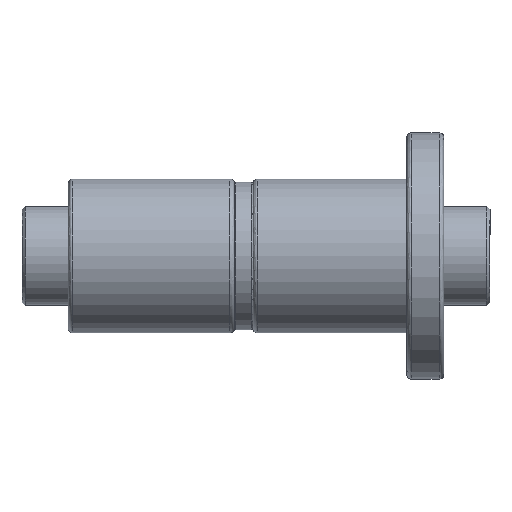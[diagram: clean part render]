
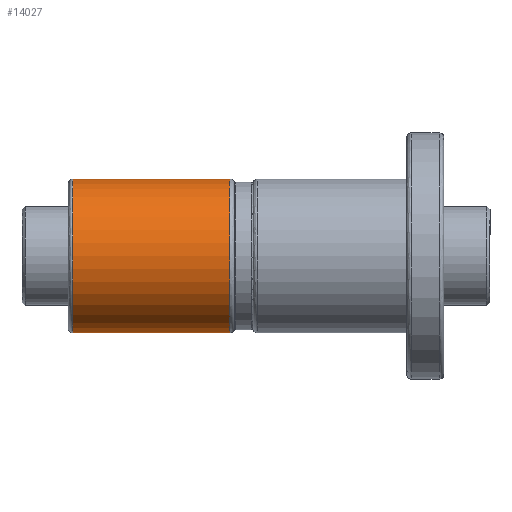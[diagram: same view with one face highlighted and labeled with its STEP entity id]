
A CAD part, top view. The second image highlights one B-rep face of the part: STEP entity #14027.
In plain terms, the highlighted cylindrical face has radius 25 mm (diameter 50 mm), a partial arc.
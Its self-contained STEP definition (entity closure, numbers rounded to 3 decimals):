
#178 = VERTEX_POINT ( 'NONE', #10564 ) ;
#767 = VECTOR ( 'NONE', #3659, 1000. ) ;
#1841 = DIRECTION ( 'NONE',  ( 0., 1., 0. ) ) ;
#2746 = VERTEX_POINT ( 'NONE', #17540 ) ;
#2963 = ORIENTED_EDGE ( 'NONE', *, *, #11036, .T. ) ;
#3154 = AXIS2_PLACEMENT_3D ( 'NONE', #13557, #17348, #1841 ) ;
#3403 = CARTESIAN_POINT ( 'NONE',  ( -135.5, -25., 0. ) ) ;
#3659 = DIRECTION ( 'NONE',  ( 1., 0., 0. ) ) ;
#4024 = CIRCLE ( 'NONE', #9374, 25. ) ;
#5505 = CIRCLE ( 'NONE', #6947, 25. ) ;
#5924 = CARTESIAN_POINT ( 'NONE',  ( -152., 25., 0. ) ) ;
#6947 = AXIS2_PLACEMENT_3D ( 'NONE', #12583, #22189, #11173 ) ;
#7288 = DIRECTION ( 'NONE',  ( 0., 1., 0. ) ) ;
#7721 = CARTESIAN_POINT ( 'NONE',  ( -84.5, -25., 0. ) ) ;
#9166 = CARTESIAN_POINT ( 'NONE',  ( -152., -25., 0. ) ) ;
#9374 = AXIS2_PLACEMENT_3D ( 'NONE', #22666, #17102, #7288 ) ;
#10082 = VECTOR ( 'NONE', #15738, 1000. ) ;
#10564 = CARTESIAN_POINT ( 'NONE',  ( -84.5, 25., 0. ) ) ;
#11036 = EDGE_CURVE ( 'NONE', #19728, #24118, #11094, .T. ) ;
#11094 = LINE ( 'NONE', #9166, #767 ) ;
#11173 = DIRECTION ( 'NONE',  ( 0., 1., 0. ) ) ;
#12583 = CARTESIAN_POINT ( 'NONE',  ( -84.5, 0., 0. ) ) ;
#13341 = FACE_OUTER_BOUND ( 'NONE', #21264, .T. ) ;
#13557 = CARTESIAN_POINT ( 'NONE',  ( -152., 0., 0. ) ) ;
#14027 = ADVANCED_FACE ( 'NONE', ( #13341 ), #17555, .T. ) ;
#14284 = ORIENTED_EDGE ( 'NONE', *, *, #16554, .T. ) ;
#15724 = EDGE_CURVE ( 'NONE', #2746, #19728, #4024, .T. ) ;
#15738 = DIRECTION ( 'NONE',  ( 1., 0., 0. ) ) ;
#16279 = EDGE_CURVE ( 'NONE', #2746, #178, #23055, .T. ) ;
#16554 = EDGE_CURVE ( 'NONE', #24118, #178, #5505, .T. ) ;
#17102 = DIRECTION ( 'NONE',  ( 1., 0., 0. ) ) ;
#17348 = DIRECTION ( 'NONE',  ( 1., 0., 0. ) ) ;
#17540 = CARTESIAN_POINT ( 'NONE',  ( -135.5, 25., 0. ) ) ;
#17555 = CYLINDRICAL_SURFACE ( 'NONE', #3154, 25. ) ;
#19716 = ORIENTED_EDGE ( 'NONE', *, *, #16279, .F. ) ;
#19728 = VERTEX_POINT ( 'NONE', #3403 ) ;
#20440 = ORIENTED_EDGE ( 'NONE', *, *, #15724, .T. ) ;
#21264 = EDGE_LOOP ( 'NONE', ( #20440, #2963, #14284, #19716 ) ) ;
#22189 = DIRECTION ( 'NONE',  ( -1., 0., 0. ) ) ;
#22666 = CARTESIAN_POINT ( 'NONE',  ( -135.5, 0., 0. ) ) ;
#23055 = LINE ( 'NONE', #5924, #10082 ) ;
#24118 = VERTEX_POINT ( 'NONE', #7721 ) ;
